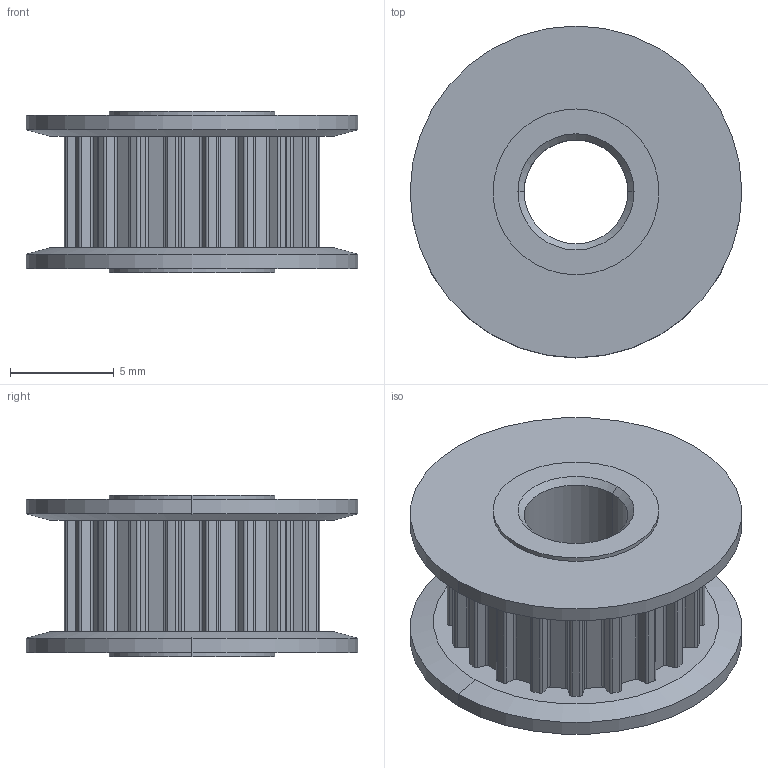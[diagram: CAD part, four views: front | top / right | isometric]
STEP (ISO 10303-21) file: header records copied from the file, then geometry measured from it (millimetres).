
FILE_DESCRIPTION (( 'STEP AP214' ), '1' );
FILE_NAME ('4333240000866.STEP', '2017-12-21T11:51:38', ( '13' ), ( '' ), 'SwSTEP 2.0', 'SolidWorks 2012', '' );
FILE_SCHEMA (( 'AUTOMOTIVE_DESIGN' ));
Length unit declared in the file: millimetre
Products named in the file (1): 4333240000866
Bounding box: 16 x 16 x 7.8 mm (x, y, z)
Volume: 829.1 mm3; surface area: 1041.8 mm2
Topology: 1 solids, 1 shells, 184 faces, 526 edges, 348 vertices
Faces by surface type: cylinder 110, plane 66, cone 8
Entity records: 6132 total; most frequent: DIRECTION 1124, CARTESIAN_POINT 1059, ORIENTED_EDGE 1052, EDGE_CURVE 526, AXIS2_PLACEMENT_3D 413, VERTEX_POINT 348, VECTOR 298, LINE 298
